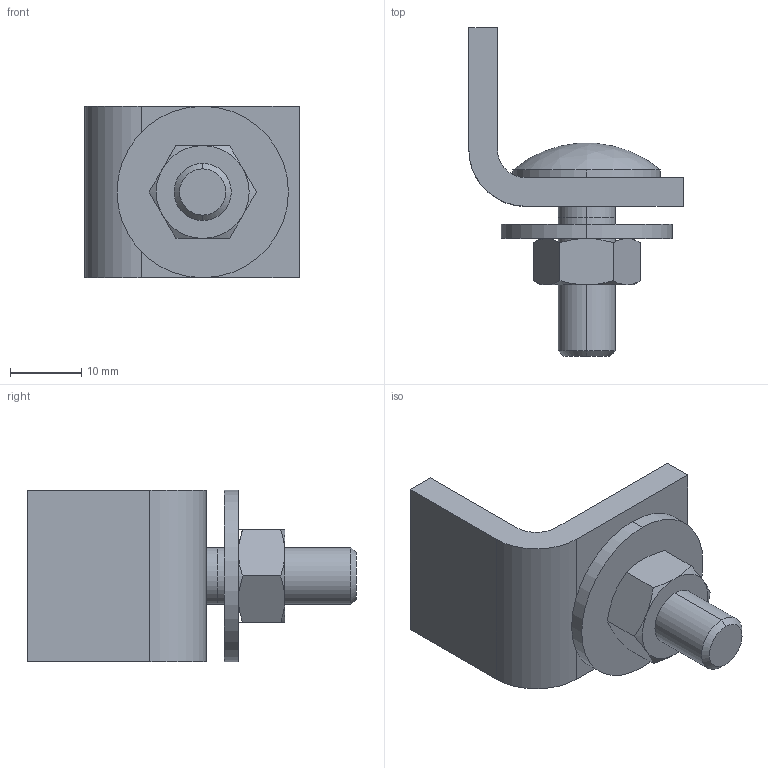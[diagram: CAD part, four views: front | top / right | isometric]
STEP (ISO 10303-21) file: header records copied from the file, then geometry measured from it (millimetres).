
FILE_DESCRIPTION (( 'STEP AP214' ), '1' );
FILE_NAME ('0020488.step', '2022-08-18T13:02:54', ( '' ), ( '' ), 'SwSTEP 2.0', 'SolidWorks 2020', '' );
FILE_SCHEMA (( 'AUTOMOTIVE_DESIGN' ));
Length unit declared in the file: millimetre
Products named in the file (1): 0020488
Bounding box: 30 x 46 x 24 mm (x, y, z)
Surface area: 5125.5 mm2 (no closed solid volume)
Topology: 0 solids, 6 shells, 40 faces, 111 edges, 78 vertices
Faces by surface type: plane 18, cylinder 10, cone 10, bspline 2
Entity records: 1791 total; most frequent: CARTESIAN_POINT 791, DIRECTION 194, ORIENTED_EDGE 186, EDGE_CURVE 111, VERTEX_POINT 78, AXIS2_PLACEMENT_3D 74, VECTOR 46, LINE 46
